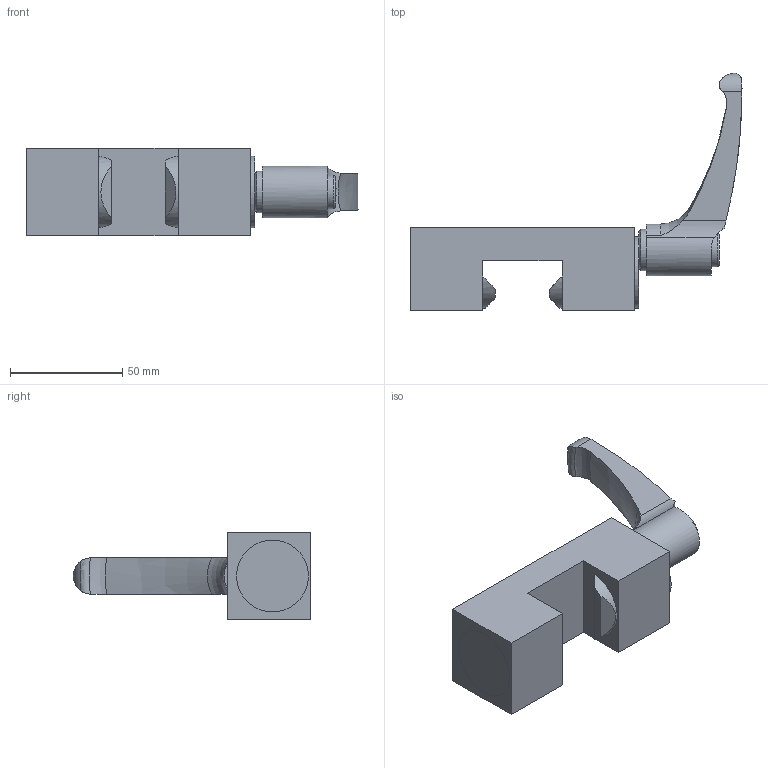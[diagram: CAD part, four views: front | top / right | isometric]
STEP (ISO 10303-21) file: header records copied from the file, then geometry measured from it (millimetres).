
FILE_DESCRIPTION(/* description */ ('STEP AP214'),/* implementation_level */ '2;1');
FILE_NAME(/* name */ 'HK3505KR-CPCARC(ARU)-ARC-MN-35',/* time_stamp */ '2023-01-24T08:47:01+01:00',/* author */ ('License CC BY-ND 4.0'),/* organization */ ('CADENAS'),/* preprocessor_version */ 'ST-DEVELOPER v18.102',/* originating_system */ 'PARTsolutions',/* authorisation */ ' ');
FILE_SCHEMA (('AUTOMOTIVE_DESIGN {1 0 10303 214 3 1 1}'));
Length unit declared in the file: millimetre
Products named in the file (3): HK3505KR-CPCARC(ARU)-ARC-MN-35; ELESA-Klemmhebel GN 604-78-M8-SG; ghkHK3505KR114824
Assembly tree (2 placements, depth 2):
  HK3505KR-CPCARC(ARU)-ARC-MN-35
    ELESA-Klemmhebel GN 604-78-M8-SG
    ghkHK3505KR114824
Bounding box: 147.96 x 105.78 x 39 mm (x, y, z)
Volume: 142183.3 mm3; surface area: 27109.6 mm2
Topology: 2 solids, 2 shells, 68 faces, 169 edges, 112 vertices
Faces by surface type: plane 32, cylinder 17, torus 10, cone 9
Full cylindrical faces by diameter (mm): 6.647 x5, 18.5 x1, 32 x2
Entity records: 2022 total; most frequent: CARTESIAN_POINT 470, DIRECTION 298, ORIENTED_EDGE 282, EDGE_CURVE 141, AXIS2_PLACEMENT_3D 120, VERTEX_POINT 106, FACE_BOUND 97, EDGE_LOOP 93
